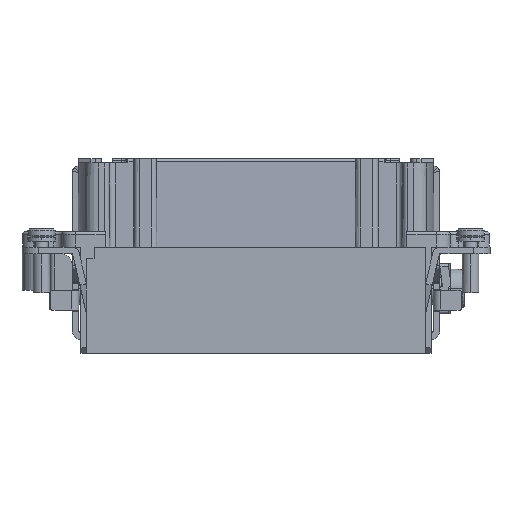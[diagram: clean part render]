
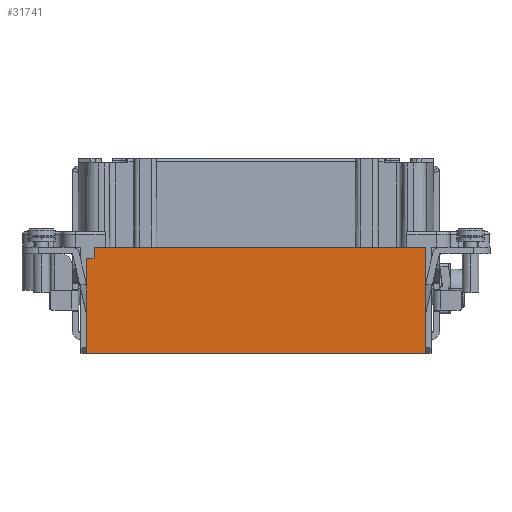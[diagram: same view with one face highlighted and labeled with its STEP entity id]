
A CAD part, left-side view. The second image highlights one B-rep face of the part: STEP entity #31741.
In plain terms, the highlighted planar face has unit normal (-1, 0, 0).
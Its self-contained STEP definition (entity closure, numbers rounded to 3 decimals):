
#101=DIRECTION('',(0.,-1.,0.));
#102=VECTOR('',#101,59.887);
#103=CARTESIAN_POINT('',(-16.95,29.237,-2.7));
#104=LINE('',#103,#102);
#1604=DIRECTION('',(0.,1.,0.));
#1605=VECTOR('',#1604,0.01);
#1606=CARTESIAN_POINT('',(-16.95,29.237,-4.7));
#1607=LINE('',#1606,#1605);
#1608=DIRECTION('',(0.,0.,1.));
#1609=VECTOR('',#1608,2.);
#1610=CARTESIAN_POINT('',(-16.95,29.237,-4.7));
#1611=LINE('',#1610,#1609);
#1612=DIRECTION('',(0.,-0.005,1.));
#1613=VECTOR('',#1612,0.1);
#1614=CARTESIAN_POINT('',(-16.95,29.248,-4.8));
#1615=LINE('',#1614,#1613);
#1620=DIRECTION('',(0.,0.,1.));
#1621=VECTOR('',#1620,19.2);
#1622=CARTESIAN_POINT('',(-16.95,-30.65,-21.9));
#1623=LINE('',#1622,#1621);
#5008=DIRECTION('',(0.,1.,0.));
#5009=VECTOR('',#5008,1.402);
#5010=CARTESIAN_POINT('',(-16.95,29.248,-4.8));
#5011=LINE('',#5010,#5009);
#6054=DIRECTION('',(0.,0.,-1.));
#6055=VECTOR('',#6054,17.1);
#6056=CARTESIAN_POINT('',(-16.95,30.65,-4.8));
#6057=LINE('',#6056,#6055);
#6086=DIRECTION('',(0.,1.,0.));
#6087=VECTOR('',#6086,61.3);
#6088=CARTESIAN_POINT('',(-16.95,-30.65,-21.9));
#6089=LINE('',#6088,#6087);
#27059=CARTESIAN_POINT('',(-16.95,-30.65,-21.9));
#27060=CARTESIAN_POINT('',(-16.95,30.65,-21.9));
#27061=VERTEX_POINT('',#27059);
#27062=VERTEX_POINT('',#27060);
#27121=CARTESIAN_POINT('',(-16.95,29.248,-4.8));
#27122=VERTEX_POINT('',#27121);
#27429=CARTESIAN_POINT('',(-16.95,29.247,-4.7));
#27430=VERTEX_POINT('',#27429);
#27435=CARTESIAN_POINT('',(-16.95,30.65,-4.8));
#27436=VERTEX_POINT('',#27435);
#27439=CARTESIAN_POINT('',(-16.95,29.237,-2.7));
#27440=CARTESIAN_POINT('',(-16.95,-30.65,-2.7));
#27441=VERTEX_POINT('',#27439);
#27442=VERTEX_POINT('',#27440);
#27452=CARTESIAN_POINT('',(-16.95,29.237,-4.7));
#27454=VERTEX_POINT('',#27452);
#31721=CARTESIAN_POINT('',(-16.95,27.3,-2.7));
#31722=DIRECTION('',(1.,0.,0.));
#31723=DIRECTION('',(0.,1.,0.));
#31724=AXIS2_PLACEMENT_3D('',#31721,#31722,#31723);
#31725=PLANE('',#31724);
#31726=ORIENTED_EDGE('',*,*,#31714,.F.);
#31727=ORIENTED_EDGE('',*,*,#31703,.T.);
#31728=ORIENTED_EDGE('',*,*,#30861,.T.);
#31730=ORIENTED_EDGE('',*,*,#31729,.F.);
#31732=ORIENTED_EDGE('',*,*,#31731,.T.);
#31734=ORIENTED_EDGE('',*,*,#31733,.F.);
#31736=ORIENTED_EDGE('',*,*,#31735,.F.);
#31738=ORIENTED_EDGE('',*,*,#31737,.T.);
#31739=EDGE_LOOP('',(#31726,#31727,#31728,#31730,#31732,#31734,#31736,#31738));
#31740=FACE_OUTER_BOUND('',#31739,.F.);
#31741=ADVANCED_FACE('',(#31740),#31725,.F.);
#30861=EDGE_CURVE('',#27441,#27442,#104,.T.);
#31703=EDGE_CURVE('',#27454,#27441,#1611,.T.);
#31714=EDGE_CURVE('',#27454,#27430,#1607,.T.);
#31729=EDGE_CURVE('',#27061,#27442,#1623,.T.);
#31731=EDGE_CURVE('',#27061,#27062,#6089,.T.);
#31733=EDGE_CURVE('',#27436,#27062,#6057,.T.);
#31735=EDGE_CURVE('',#27122,#27436,#5011,.T.);
#31737=EDGE_CURVE('',#27122,#27430,#1615,.T.);
